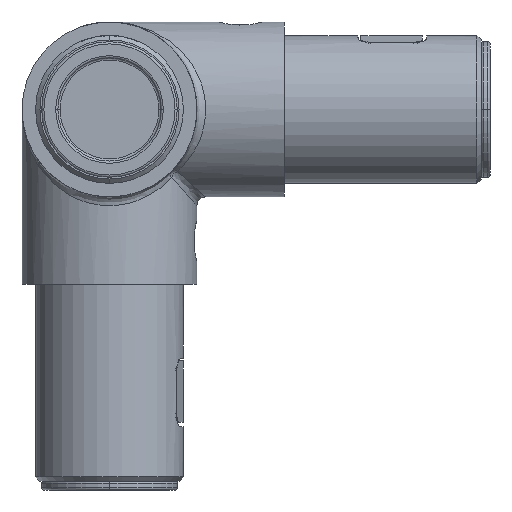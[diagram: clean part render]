
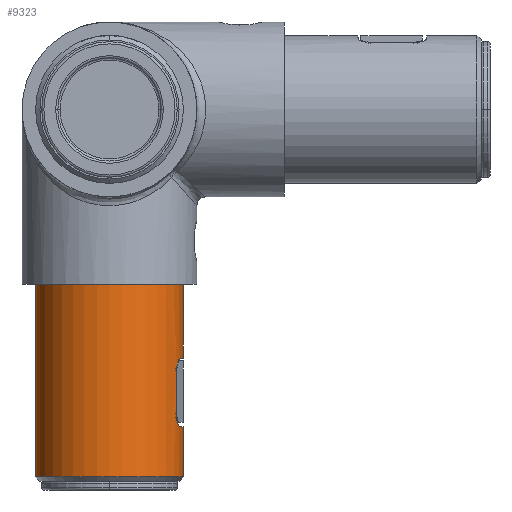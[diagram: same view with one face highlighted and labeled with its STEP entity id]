
A CAD part, front view. The second image highlights one B-rep face of the part: STEP entity #9323.
In plain terms, the highlighted cylindrical face has radius 16.9 mm (diameter 33.8 mm), a partial arc.
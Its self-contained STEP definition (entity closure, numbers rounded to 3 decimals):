
#362 = EDGE_CURVE ( 'NONE', #8300, #8299, #8660, .T. ) ;
#363 = EDGE_CURVE ( 'NONE', #8437, #8353, #8664, .T. ) ;
#364 = EDGE_CURVE ( 'NONE', #8437, #8439, #5486, .T. ) ;
#365 = EDGE_CURVE ( 'NONE', #8422, #8439, #8666, .T. ) ;
#366 = EDGE_CURVE ( 'NONE', #8422, #8440, #5527, .T. ) ;
#367 = EDGE_CURVE ( 'NONE', #8347, #8440, #5435, .T. ) ;
#368 = EDGE_CURVE ( 'NONE', #8351, #8349, #8669, .T. ) ;
#526 = EDGE_CURVE ( 'NONE', #8299, #8353, #8839, .T. ) ;
#537 = EDGE_CURVE ( 'NONE', #8347, #8351, #8848, .T. ) ;
#541 = EDGE_CURVE ( 'NONE', #8300, #8349, #8853, .T. ) ;
#724 = DIRECTION ( 'NONE',  ( -1., 0., 0. ) ) ;
#725 = DIRECTION ( 'NONE',  ( 0., 0., 1. ) ) ;
#726 = CARTESIAN_POINT ( 'NONE',  ( 0., 0., -84. ) ) ;
#728 = CARTESIAN_POINT ( 'NONE',  ( 16.9, 0., -56.846 ) ) ;
#1644 = CARTESIAN_POINT ( 'NONE',  ( 16.9, 0., -84. ) ) ;
#1645 = CARTESIAN_POINT ( 'NONE',  ( -16.9, 0., -84. ) ) ;
#1692 = CARTESIAN_POINT ( 'NONE',  ( 16.9, 0., -56.846 ) ) ;
#1694 = CARTESIAN_POINT ( 'NONE',  ( -16.9, 0., -40. ) ) ;
#1696 = CARTESIAN_POINT ( 'NONE',  ( 16.9, 0., -40. ) ) ;
#1698 = CARTESIAN_POINT ( 'NONE',  ( 16.9, 0., -72.5 ) ) ;
#1767 = CARTESIAN_POINT ( 'NONE',  ( 15.382, -7., -59.267 ) ) ;
#1782 = CARTESIAN_POINT ( 'NONE',  ( 16.143, -5., -72.5 ) ) ;
#1784 = CARTESIAN_POINT ( 'NONE',  ( 15.382, -7., -70.5 ) ) ;
#1785 = CARTESIAN_POINT ( 'NONE',  ( 16.143, -5., -57.028 ) ) ;
#1937 = CARTESIAN_POINT ( 'NONE',  ( 15.382, -7., -70.637 ) ) ;
#1940 = CARTESIAN_POINT ( 'NONE',  ( 15.389, -6.986, -70.774 ) ) ;
#1944 = CARTESIAN_POINT ( 'NONE',  ( 15.413, -6.931, -71.038 ) ) ;
#1948 = CARTESIAN_POINT ( 'NONE',  ( 15.431, -6.891, -71.165 ) ) ;
#1951 = CARTESIAN_POINT ( 'NONE',  ( 15.478, -6.786, -71.409 ) ) ;
#1956 = CARTESIAN_POINT ( 'NONE',  ( 15.506, -6.721, -71.527 ) ) ;
#1961 = CARTESIAN_POINT ( 'NONE',  ( 15.57, -6.572, -71.743 ) ) ;
#1966 = CARTESIAN_POINT ( 'NONE',  ( 15.605, -6.488, -71.842 ) ) ;
#1970 = CARTESIAN_POINT ( 'NONE',  ( 15.681, -6.302, -72.023 ) ) ;
#1971 = DIRECTION ( 'NONE',  ( 1., 0., 0. ) ) ;
#1972 = DIRECTION ( 'NONE',  ( 0., 0., -1. ) ) ;
#1973 = CARTESIAN_POINT ( 'NONE',  ( 0., 0., -40. ) ) ;
#1974 = CARTESIAN_POINT ( 'NONE',  ( 15.722, -6.2, -72.105 ) ) ;
#1975 = CARTESIAN_POINT ( 'NONE',  ( 15.805, -5.985, -72.245 ) ) ;
#1976 = CARTESIAN_POINT ( 'NONE',  ( 16.143, -5., -57.028 ) ) ;
#1977 = CARTESIAN_POINT ( 'NONE',  ( 15.848, -5.872, -72.305 ) ) ;
#1978 = CARTESIAN_POINT ( 'NONE',  ( 16.646, -3.378, -56.907 ) ) ;
#1980 = CARTESIAN_POINT ( 'NONE',  ( 16.143, -5., -57.028 ) ) ;
#1981 = CARTESIAN_POINT ( 'NONE',  ( 15.977, -5.514, -72.45 ) ) ;
#1982 = CARTESIAN_POINT ( 'NONE',  ( 16.059, -5.272, -57.048 ) ) ;
#1983 = CARTESIAN_POINT ( 'NONE',  ( 15.97, -5.534, -57.126 ) ) ;
#1984 = CARTESIAN_POINT ( 'NONE',  ( 15.798, -6.009, -57.372 ) ) ;
#1985 = CARTESIAN_POINT ( 'NONE',  ( 16.063, -5.261, -72.5 ) ) ;
#1986 = CARTESIAN_POINT ( 'NONE',  ( 15.713, -6.226, -57.542 ) ) ;
#1987 = CARTESIAN_POINT ( 'NONE',  ( 15.601, -6.498, -57.845 ) ) ;
#1988 = CARTESIAN_POINT ( 'NONE',  ( 15.566, -6.581, -57.956 ) ) ;
#1989 = CARTESIAN_POINT ( 'NONE',  ( 16.143, -5., -72.5 ) ) ;
#1990 = CARTESIAN_POINT ( 'NONE',  ( 15.504, -6.726, -58.19 ) ) ;
#1991 = CARTESIAN_POINT ( 'NONE',  ( 15.477, -6.788, -58.314 ) ) ;
#1992 = CARTESIAN_POINT ( 'NONE',  ( 15.431, -6.891, -58.573 ) ) ;
#1993 = DIRECTION ( 'NONE',  ( 1., 0., 0. ) ) ;
#1994 = CARTESIAN_POINT ( 'NONE',  ( 15.413, -6.932, -58.709 ) ) ;
#1995 = CARTESIAN_POINT ( 'NONE',  ( 15.389, -6.986, -58.984 ) ) ;
#1996 = CARTESIAN_POINT ( 'NONE',  ( 15.382, -7., -59.124 ) ) ;
#1997 = DIRECTION ( 'NONE',  ( 0., 0., 1. ) ) ;
#1998 = CARTESIAN_POINT ( 'NONE',  ( 15.382, -7., -59.267 ) ) ;
#1999 = CARTESIAN_POINT ( 'NONE',  ( 16.9, -1.698, -56.846 ) ) ;
#2000 = DIRECTION ( 'NONE',  ( 0., 0., -1. ) ) ;
#2001 = CARTESIAN_POINT ( 'NONE',  ( 15.382, -7., -85. ) ) ;
#2002 = CARTESIAN_POINT ( 'NONE',  ( 0., 0., -72.5 ) ) ;
#2003 = CARTESIAN_POINT ( 'NONE',  ( 15.382, -7., -70.5 ) ) ;
#2793 = CARTESIAN_POINT ( 'NONE',  ( 16.9, 0., -85. ) ) ;
#2794 = DIRECTION ( 'NONE',  ( 0., 0., 1. ) ) ;
#2951 = CARTESIAN_POINT ( 'NONE',  ( 16.9, 0., -85. ) ) ;
#2952 = DIRECTION ( 'NONE',  ( 0., 0., 1. ) ) ;
#2968 = CARTESIAN_POINT ( 'NONE',  ( -16.9, 0., -85. ) ) ;
#2986 = DIRECTION ( 'NONE',  ( 0., 0., 1. ) ) ;
#5283 = AXIS2_PLACEMENT_3D ( 'NONE', #726, #725, #724 ) ;
#5284 = AXIS2_PLACEMENT_3D ( 'NONE', #2002, #1997, #1993 ) ;
#5285 = AXIS2_PLACEMENT_3D ( 'NONE', #1973, #1972, #1971 ) ;
#5435 =( BOUNDED_CURVE ( )  B_SPLINE_CURVE ( 3, ( #728, #1999, #1978, #1976 ),
 .UNSPECIFIED., .F., .T. ) 
 B_SPLINE_CURVE_WITH_KNOTS ( ( 4, 4 ),
 ( 0., 0.3 ),
 .UNSPECIFIED. ) 
 CURVE ( )  GEOMETRIC_REPRESENTATION_ITEM ( )  RATIONAL_B_SPLINE_CURVE ( ( 1., 0.992, 0.992, 1. ) ) 
 REPRESENTATION_ITEM ( '' )  );
#5486 = B_SPLINE_CURVE_WITH_KNOTS ( 'NONE', 3,
 ( #1989, #1985, #1981, #1977, #1975, #1974, #1970, #1966, #1961, #1956, #1951, #1948, #1944, #1940, #1937, #2003 ),
 .UNSPECIFIED., .F., .F.,
 ( 4, 2, 2, 2, 2, 2, 2, 4 ),
 ( 0., 0.001, 0.001, 0.002, 0.002, 0.002, 0.003, 0.003 ),
 .UNSPECIFIED. ) ;
#5527 = B_SPLINE_CURVE_WITH_KNOTS ( 'NONE', 3,
 ( #1998, #1996, #1995, #1994, #1992, #1991, #1990, #1988, #1987, #1986, #1984, #1983, #1982, #1980 ),
 .UNSPECIFIED., .F., .F.,
 ( 4, 2, 2, 2, 2, 2, 4 ),
 ( 0., 0., 0.001, 0.001, 0.002, 0.003, 0.003 ),
 .UNSPECIFIED. ) ;
#6098 = FACE_OUTER_BOUND ( 'NONE', #16008, .T. ) ;
#6102 = CYLINDRICAL_SURFACE ( 'NONE', #10368, 16.9 ) ;
#8299 = VERTEX_POINT ( 'NONE', #1644 ) ;
#8300 = VERTEX_POINT ( 'NONE', #1645 ) ;
#8347 = VERTEX_POINT ( 'NONE', #1692 ) ;
#8349 = VERTEX_POINT ( 'NONE', #1694 ) ;
#8351 = VERTEX_POINT ( 'NONE', #1696 ) ;
#8353 = VERTEX_POINT ( 'NONE', #1698 ) ;
#8422 = VERTEX_POINT ( 'NONE', #1767 ) ;
#8437 = VERTEX_POINT ( 'NONE', #1782 ) ;
#8439 = VERTEX_POINT ( 'NONE', #1784 ) ;
#8440 = VERTEX_POINT ( 'NONE', #1785 ) ;
#8660 = CIRCLE ( 'NONE', #5283, 16.9 ) ;
#8664 = CIRCLE ( 'NONE', #5284, 16.9 ) ;
#8666 = LINE ( 'NONE', #2001, #8667 ) ;
#8667 = VECTOR ( 'NONE', #2000, 1000. ) ;
#8669 = CIRCLE ( 'NONE', #5285, 16.9 ) ;
#8839 = LINE ( 'NONE', #2793, #8841 ) ;
#8841 = VECTOR ( 'NONE', #2794, 1000. ) ;
#8848 = LINE ( 'NONE', #2951, #8851 ) ;
#8851 = VECTOR ( 'NONE', #2952, 1000. ) ;
#8853 = LINE ( 'NONE', #2968, #8855 ) ;
#8855 = VECTOR ( 'NONE', #2986, 1000. ) ;
#9323 = ADVANCED_FACE ( 'NONE', ( #6098 ), #6102, .T. ) ;
#10368 = AXIS2_PLACEMENT_3D ( 'NONE', #12861, #12860, #12857 ) ;
#12857 = DIRECTION ( 'NONE',  ( 1., 0., 0. ) ) ;
#12860 = DIRECTION ( 'NONE',  ( 0., 0., 1. ) ) ;
#12861 = CARTESIAN_POINT ( 'NONE',  ( 0., 0., -85. ) ) ;
#16008 = EDGE_LOOP ( 'NONE', ( #16437, #16438, #16439, #16440, #16441, #16442, #16443, #16444, #16445, #16446 ) ) ;
#16437 = ORIENTED_EDGE ( 'NONE', *, *, #541, .F. ) ;
#16438 = ORIENTED_EDGE ( 'NONE', *, *, #362, .T. ) ;
#16439 = ORIENTED_EDGE ( 'NONE', *, *, #526, .T. ) ;
#16440 = ORIENTED_EDGE ( 'NONE', *, *, #363, .F. ) ;
#16441 = ORIENTED_EDGE ( 'NONE', *, *, #364, .T. ) ;
#16442 = ORIENTED_EDGE ( 'NONE', *, *, #365, .F. ) ;
#16443 = ORIENTED_EDGE ( 'NONE', *, *, #366, .T. ) ;
#16444 = ORIENTED_EDGE ( 'NONE', *, *, #367, .F. ) ;
#16445 = ORIENTED_EDGE ( 'NONE', *, *, #537, .T. ) ;
#16446 = ORIENTED_EDGE ( 'NONE', *, *, #368, .T. ) ;
